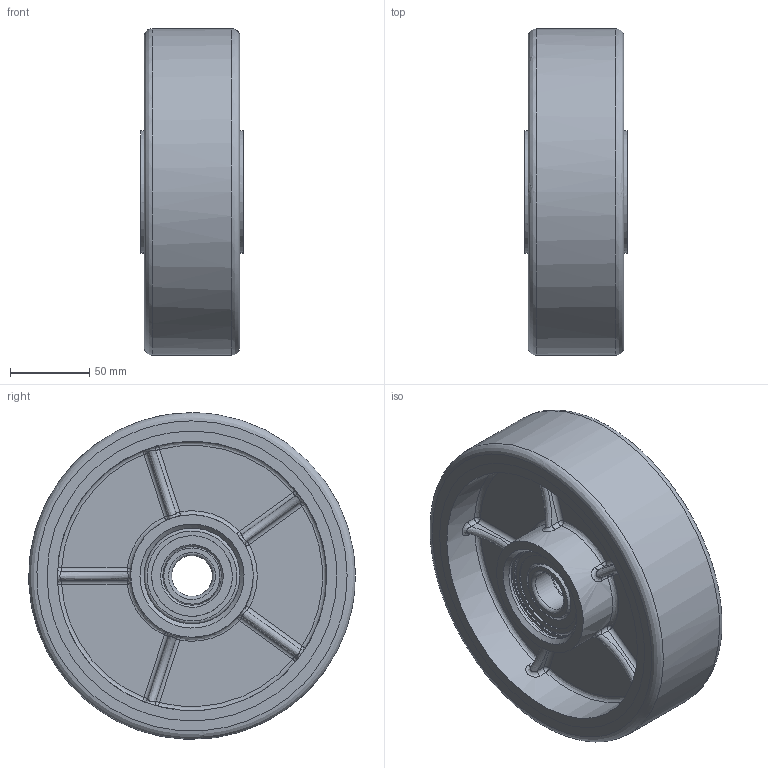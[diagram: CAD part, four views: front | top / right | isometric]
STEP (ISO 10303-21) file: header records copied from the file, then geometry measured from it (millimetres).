
FILE_DESCRIPTION(('FreeCAD Model'),'2;1');
FILE_NAME('Open CASCADE Shape Model','2025-05-04T08:50:39',('FreeCAD'),( 'FreeCAD'),'Open CASCADE STEP processor 7.6','FreeCAD','Unknown');
FILE_SCHEMA(('AUTOMOTIVE_DESIGN { 1 0 10303 214 1 1 1 1 }'));
Length unit declared in the file: millimetre
Products named in the file (1): Open CASCADE STEP translator 7.6 1
Bounding box: 64.33 x 205.83 x 205.83 mm (x, y, z)
Volume: 984778.2 mm3; surface area: 264634.5 mm2
Topology: 32 solids, 32 shells, 380 faces, 928 edges, 574 vertices
Faces by surface type: bspline 380
Entity records: 13617 total; most frequent: CARTESIAN_POINT 8930, ORIENTED_EDGE 1724, EDGE_CURVE 862, VERTEX_POINT 552, FACE_BOUND 406, EDGE_LOOP 384, ADVANCED_FACE 380, B_SPLINE_CURVE_WITH_KNOTS 202
